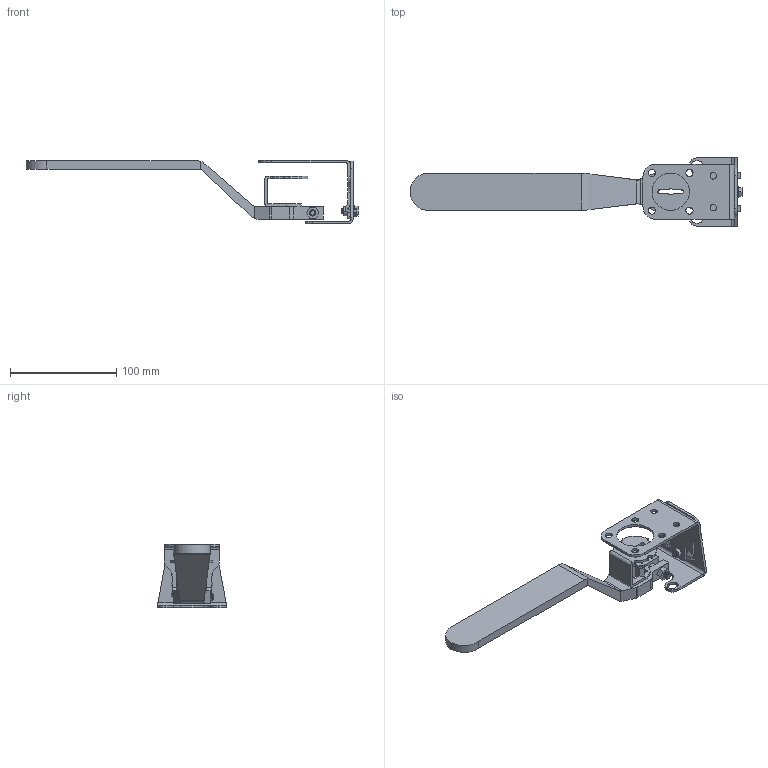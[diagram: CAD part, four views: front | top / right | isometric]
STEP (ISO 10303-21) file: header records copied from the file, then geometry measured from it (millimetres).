
FILE_DESCRIPTION((''),'2;1');
FILE_NAME('CAD-8031_ASM','2021-10-21T11:37:49',('creinig-se'),(''),'CREO PARAMETRIC BY PTC INC, 2019292','CREO PARAMETRIC BY PTC INC, 2019292','');
FILE_SCHEMA(('CONFIG_CONTROL_DESIGN','SHAPE_APPEARANCE_LAYERS_GROUPS'));
Length unit declared in the file: millimetre
Products named in the file (4): CAD-8031_1; CAD-8031_2; CAD-8031_3; CAD-8031_ASM
Assembly tree (3 placements, depth 2):
  CAD-8031_ASM
    CAD-8031_1
    CAD-8031_2
    CAD-8031_3
Bounding box: 311.81 x 64 x 60 mm (x, y, z)
Volume: 105855.8 mm3; surface area: 53887.8 mm2
Topology: 4 solids, 4 shells, 408 faces, 1112 edges, 722 vertices
Faces by surface type: plane 210, cylinder 152, cone 46
Entity records: 16536 total; most frequent: CARTESIAN_POINT 2402, DIRECTION 2254, ORIENTED_EDGE 2224, PRESENTATION_STYLE_ASSIGNMENT 1115, STYLED_ITEM 1115, CURVE_STYLE 1112, EDGE_CURVE 1112, AXIS2_PLACEMENT_3D 779
